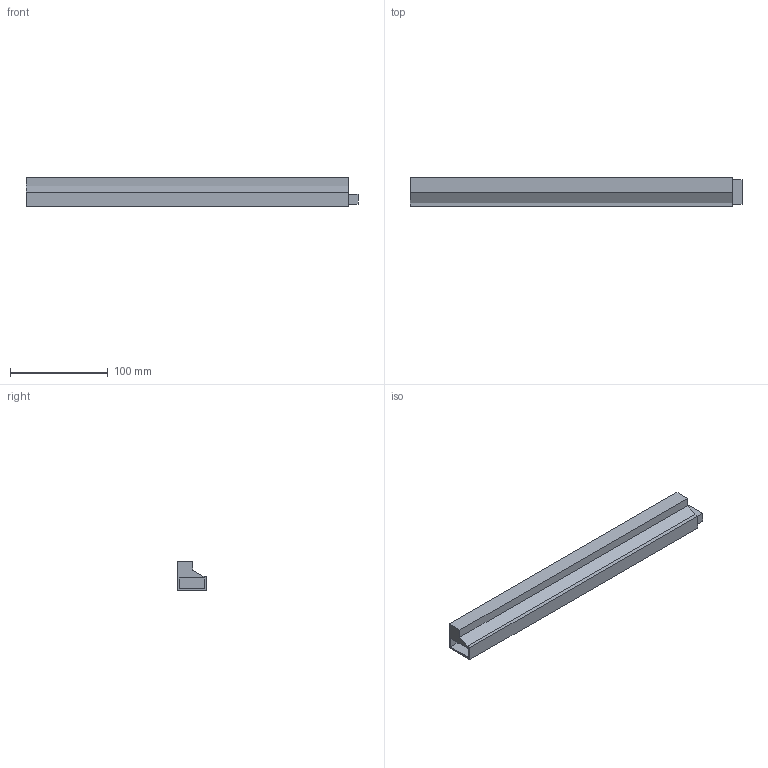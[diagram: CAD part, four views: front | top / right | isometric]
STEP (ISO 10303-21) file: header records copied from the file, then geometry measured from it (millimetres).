
FILE_DESCRIPTION(('FreeCAD Model'),'2;1');
FILE_NAME('Open CASCADE Shape Model','2026-01-21T14:46:12',('Author'),( ''),'Open CASCADE STEP processor 7.8','FreeCAD','Unknown');
FILE_SCHEMA(('AUTOMOTIVE_DESIGN { 1 0 10303 214 1 1 1 1 }'));
Length unit declared in the file: millimetre
Products named in the file (1): Pocket001
Bounding box: 340 x 30 x 30 mm (x, y, z)
Volume: 235400.5 mm3; surface area: 41095.1 mm2
Topology: 1 solids, 1 shells, 19 faces, 45 edges, 30 vertices
Faces by surface type: plane 19
Entity records: 561 total; most frequent: CARTESIAN_POINT 95, ORIENTED_EDGE 90, DIRECTION 85, EDGE_CURVE 45, LINE 45, VECTOR 45, VERTEX_POINT 30, FACE_BOUND 21
